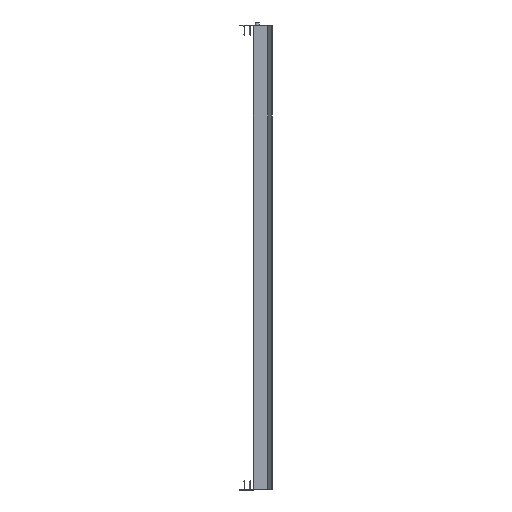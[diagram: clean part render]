
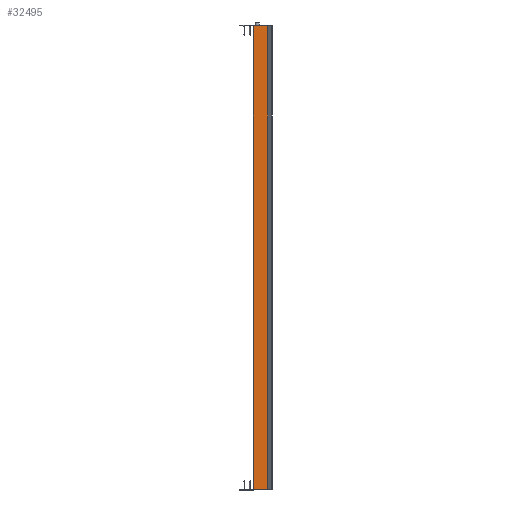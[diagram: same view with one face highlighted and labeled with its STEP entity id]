
A CAD part, left-side view. The second image highlights one B-rep face of the part: STEP entity #32495.
In plain terms, the highlighted planar face has unit normal (-1, 0.007, 0).
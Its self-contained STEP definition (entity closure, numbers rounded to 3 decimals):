
#1643 = DIRECTION ( 'NONE',  ( 0., 0., 1. ) ) ;
#2526 = CARTESIAN_POINT ( 'NONE',  ( -6.382, -0.695, -957. ) ) ;
#4528 = VERTEX_POINT ( 'NONE', #37577 ) ;
#6481 = CARTESIAN_POINT ( 'NONE',  ( -6.599, -29.85, -957. ) ) ;
#9322 = ORIENTED_EDGE ( 'NONE', *, *, #14154, .T. ) ;
#11755 = CARTESIAN_POINT ( 'NONE',  ( -6.377, 0., -957. ) ) ;
#11874 = DIRECTION ( 'NONE',  ( -0.007, -1., 0. ) ) ;
#11997 = PLANE ( 'NONE',  #47395 ) ;
#12229 = DIRECTION ( 'NONE',  ( -0.007, -1., 0. ) ) ;
#14154 = EDGE_CURVE ( 'NONE', #14348, #33570, #25733, .T. ) ;
#14184 = ORIENTED_EDGE ( 'NONE', *, *, #20872, .F. ) ;
#14348 = VERTEX_POINT ( 'NONE', #27639 ) ;
#15563 = EDGE_CURVE ( 'NONE', #33570, #45114, #41911, .T. ) ;
#15716 = CARTESIAN_POINT ( 'NONE',  ( -6.377, 0., 0. ) ) ;
#15834 = VECTOR ( 'NONE', #11874, 1000. ) ;
#17293 = EDGE_LOOP ( 'NONE', ( #9322, #18078, #14184, #41725 ) ) ;
#18078 = ORIENTED_EDGE ( 'NONE', *, *, #15563, .T. ) ;
#19347 = LINE ( 'NONE', #15716, #15834 ) ;
#20872 = EDGE_CURVE ( 'NONE', #4528, #45114, #19347, .T. ) ;
#25733 = LINE ( 'NONE', #26219, #42027 ) ;
#25885 = VECTOR ( 'NONE', #1643, 1000. ) ;
#26219 = CARTESIAN_POINT ( 'NONE',  ( -6.377, 0., -957. ) ) ;
#26470 = DIRECTION ( 'NONE',  ( -1., 0.007, 0. ) ) ;
#27165 = CARTESIAN_POINT ( 'NONE',  ( -6.599, -29.85, 0. ) ) ;
#27639 = CARTESIAN_POINT ( 'NONE',  ( -6.382, -0.695, -957. ) ) ;
#31231 = DIRECTION ( 'NONE',  ( 0., 0., -1. ) ) ;
#32495 = ADVANCED_FACE ( 'NONE', ( #45034 ), #11997, .T. ) ;
#33423 = DIRECTION ( 'NONE',  ( -0.007, -1., 0. ) ) ;
#33570 = VERTEX_POINT ( 'NONE', #6481 ) ;
#34659 = CARTESIAN_POINT ( 'NONE',  ( -6.599, -29.85, -957. ) ) ;
#35556 = LINE ( 'NONE', #2526, #44620 ) ;
#37577 = CARTESIAN_POINT ( 'NONE',  ( -6.382, -0.695, 0. ) ) ;
#39697 = EDGE_CURVE ( 'NONE', #4528, #14348, #35556, .T. ) ;
#41725 = ORIENTED_EDGE ( 'NONE', *, *, #39697, .T. ) ;
#41911 = LINE ( 'NONE', #34659, #25885 ) ;
#42027 = VECTOR ( 'NONE', #33423, 1000. ) ;
#44620 = VECTOR ( 'NONE', #31231, 1000. ) ;
#45034 = FACE_OUTER_BOUND ( 'NONE', #17293, .T. ) ;
#45114 = VERTEX_POINT ( 'NONE', #27165 ) ;
#47395 = AXIS2_PLACEMENT_3D ( 'NONE', #11755, #26470, #12229 ) ;
